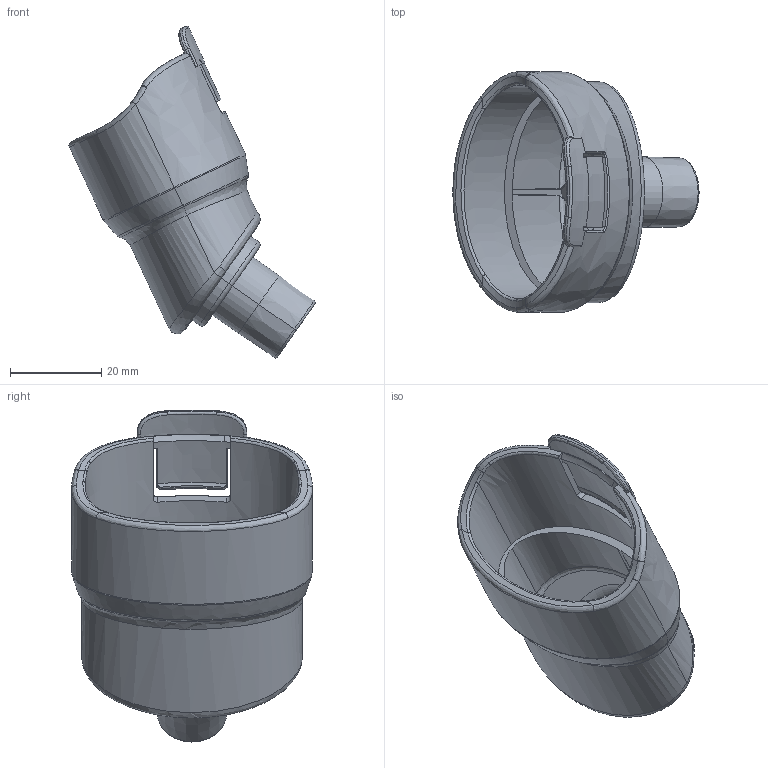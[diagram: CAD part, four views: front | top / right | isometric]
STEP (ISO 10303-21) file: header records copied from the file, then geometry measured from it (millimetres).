
FILE_DESCRIPTION((''),'2;1');
FILE_NAME('VALVOLA_DUKE_FILTRO','2020-03-25T11:52:37',('Carlos'),('Cressi spa'),'CREO PARAMETRIC BY PTC INC, 2018500','CREO PARAMETRIC BY PTC INC, 2018500','');
FILE_SCHEMA(('CONFIG_CONTROL_DESIGN'));
Length unit declared in the file: millimetre
Products named in the file (1): VALVOLA_DUKE_FILTRO
Bounding box: 53.87 x 52.7 x 72.66 mm (x, y, z)
Volume: 17124.8 mm3; surface area: 15174.6 mm2
Topology: 1 solids, 1 shells, 135 faces, 341 edges, 209 vertices
Faces by surface type: bspline 63, plane 28, cylinder 18, extrusion 14, torus 8, cone 4
Entity records: 11681 total; most frequent: CARTESIAN_POINT 8967, ORIENTED_EDGE 682, EDGE_CURVE 341, DIRECTION 339, VERTEX_POINT 209, B_SPLINE_CURVE_WITH_KNOTS 205, EDGE_LOOP 140, FACE_OUTER_BOUND 135
